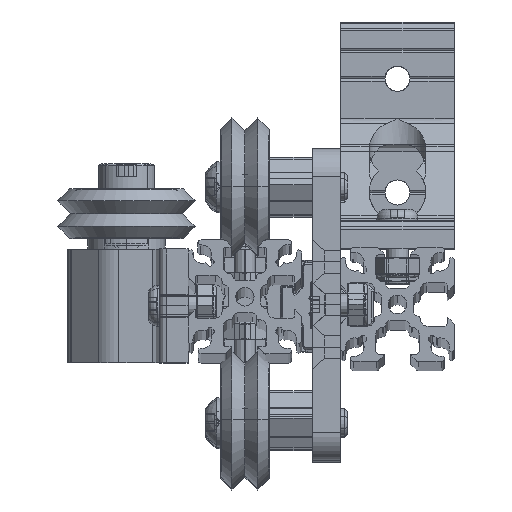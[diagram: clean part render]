
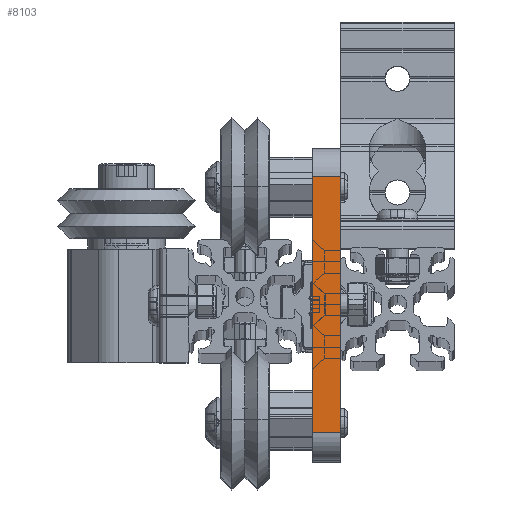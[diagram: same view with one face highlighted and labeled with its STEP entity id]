
A CAD part, top view. The second image highlights one B-rep face of the part: STEP entity #8103.
In plain terms, the highlighted face is planar.
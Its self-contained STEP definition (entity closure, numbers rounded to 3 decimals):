
#241 = LINE ( 'NONE', #19697, #11819 ) ;
#317 = VECTOR ( 'NONE', #14683, 1000. ) ;
#2093 = AXIS2_PLACEMENT_3D ( 'NONE', #23459, #3677, #21245 ) ;
#2129 = LINE ( 'NONE', #11486, #8604 ) ;
#3192 = CARTESIAN_POINT ( 'NONE',  ( 28.575, 0., -15.875 ) ) ;
#3509 = FACE_OUTER_BOUND ( 'NONE', #9848, .T. ) ;
#3624 = CARTESIAN_POINT ( 'NONE',  ( 28.575, 6.35, -15.875 ) ) ;
#3677 = DIRECTION ( 'NONE',  ( 0., 0., 1. ) ) ;
#3889 = CARTESIAN_POINT ( 'NONE',  ( -28.575, 0., -15.875 ) ) ;
#4045 = LINE ( 'NONE', #3624, #317 ) ;
#4763 = VERTEX_POINT ( 'NONE', #17475 ) ;
#5024 = DIRECTION ( 'NONE',  ( -1., 0., 0. ) ) ;
#5418 = EDGE_CURVE ( 'NONE', #22153, #21046, #4045, .T. ) ;
#6218 = LINE ( 'NONE', #9414, #18178 ) ;
#7345 = ORIENTED_EDGE ( 'NONE', *, *, #8377, .T. ) ;
#8103 = ADVANCED_FACE ( 'NONE', ( #3509 ), #17521, .F. ) ;
#8377 = EDGE_CURVE ( 'NONE', #21046, #25746, #6218, .T. ) ;
#8465 = EDGE_CURVE ( 'NONE', #25746, #4763, #2129, .T. ) ;
#8604 = VECTOR ( 'NONE', #20560, 1000. ) ;
#8676 = CARTESIAN_POINT ( 'NONE',  ( 28.575, 6.35, -15.875 ) ) ;
#9352 = ORIENTED_EDGE ( 'NONE', *, *, #5418, .T. ) ;
#9414 = CARTESIAN_POINT ( 'NONE',  ( 34.925, 0., -15.875 ) ) ;
#9848 = EDGE_LOOP ( 'NONE', ( #7345, #19110, #25289, #9352 ) ) ;
#11486 = CARTESIAN_POINT ( 'NONE',  ( -28.575, 6.35, -15.875 ) ) ;
#11819 = VECTOR ( 'NONE', #15385, 1000. ) ;
#13600 = EDGE_CURVE ( 'NONE', #22153, #4763, #241, .T. ) ;
#14683 = DIRECTION ( 'NONE',  ( 0., -1., 0. ) ) ;
#15385 = DIRECTION ( 'NONE',  ( -1., 0., 0. ) ) ;
#17475 = CARTESIAN_POINT ( 'NONE',  ( -28.575, 6.35, -15.875 ) ) ;
#17521 = PLANE ( 'NONE',  #2093 ) ;
#18178 = VECTOR ( 'NONE', #5024, 1000. ) ;
#19110 = ORIENTED_EDGE ( 'NONE', *, *, #8465, .T. ) ;
#19697 = CARTESIAN_POINT ( 'NONE',  ( 34.925, 6.35, -15.875 ) ) ;
#20560 = DIRECTION ( 'NONE',  ( 0., 1., 0. ) ) ;
#21046 = VERTEX_POINT ( 'NONE', #3192 ) ;
#21245 = DIRECTION ( 'NONE',  ( 1., 0., 0. ) ) ;
#22153 = VERTEX_POINT ( 'NONE', #8676 ) ;
#23459 = CARTESIAN_POINT ( 'NONE',  ( 34.925, 6.35, -15.875 ) ) ;
#25289 = ORIENTED_EDGE ( 'NONE', *, *, #13600, .F. ) ;
#25746 = VERTEX_POINT ( 'NONE', #3889 ) ;
